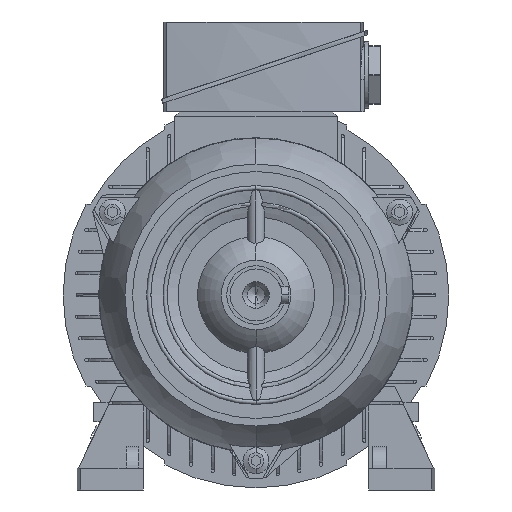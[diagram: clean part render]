
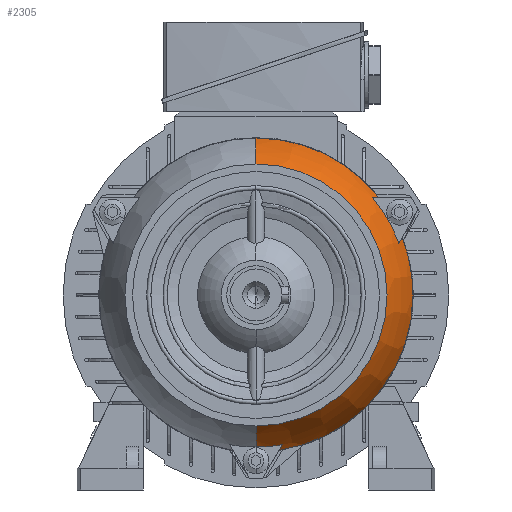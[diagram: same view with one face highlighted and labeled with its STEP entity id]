
A CAD part, left-side view. The second image highlights one B-rep face of the part: STEP entity #2305.
In plain terms, the highlighted toroidal (fillet/blend) face has major radius 18.86 mm and minor radius 95 mm.
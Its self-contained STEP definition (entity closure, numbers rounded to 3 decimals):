
#2305=ADVANCED_FACE('',(#4669),#4670,.T.);
#4669=FACE_OUTER_BOUND('',#7049,.T.);
#4670=TOROIDAL_SURFACE('',#7050,-18.86,95.);
#7049=EDGE_LOOP('',(#14355,#14356,#14357,#14358,#14359,#14360,#14361,#14362,#14363,#14364,#14365));
#7050=AXIS2_PLACEMENT_3D('',#14366,#14367,#14368);
#14355=ORIENTED_EDGE('',*,*,#14591,.T.);
#14356=ORIENTED_EDGE('',*,*,#17444,.T.);
#14357=ORIENTED_EDGE('',*,*,#17431,.T.);
#14358=ORIENTED_EDGE('',*,*,#17446,.F.);
#14359=ORIENTED_EDGE('',*,*,#14589,.F.);
#14360=ORIENTED_EDGE('',*,*,#17447,.T.);
#14361=ORIENTED_EDGE('',*,*,#17448,.T.);
#14362=ORIENTED_EDGE('',*,*,#17449,.T.);
#14363=ORIENTED_EDGE('',*,*,#17450,.F.);
#14364=ORIENTED_EDGE('',*,*,#14594,.T.);
#14365=ORIENTED_EDGE('',*,*,#17451,.T.);
#14366=CARTESIAN_POINT('',(23.221,0.0,0.0));
#14367=DIRECTION('',(1.0,0.0,0.0));
#14368=DIRECTION('',(0.0,0.0,-1.0));
#14589=EDGE_CURVE('',#17560,#17556,#17562,.T.);
#14591=EDGE_CURVE('',#17564,#17565,#17566,.T.);
#14594=EDGE_CURVE('',#17571,#17569,#17572,.T.);
#17431=EDGE_CURVE('',#21793,#21791,#21794,.T.);
#17444=EDGE_CURVE('',#17565,#21793,#21811,.T.);
#17446=EDGE_CURVE('',#17556,#21791,#21813,.T.);
#17447=EDGE_CURVE('',#17560,#21814,#21815,.T.);
#17448=EDGE_CURVE('',#21814,#21816,#21817,.T.);
#17449=EDGE_CURVE('',#21816,#21818,#21819,.T.);
#17450=EDGE_CURVE('',#17571,#21818,#21820,.T.);
#17451=EDGE_CURVE('',#17569,#17564,#21821,.T.);
#17556=VERTEX_POINT('',#22061);
#17560=VERTEX_POINT('',#22066);
#17562=CIRCLE('',#22069,72.45);
#17564=VERTEX_POINT('',#22071);
#17565=VERTEX_POINT('',#22072);
#17566=CIRCLE('',#22073,95.);
#17569=VERTEX_POINT('',#22076);
#17571=VERTEX_POINT('',#22078);
#17572=CIRCLE('',#22079,95.);
#21791=VERTEX_POINT('',#29760);
#21793=VERTEX_POINT('',#29763);
#21794=B_SPLINE_CURVE_WITH_KNOTS('',3,(#29764,#29765,#29766,#29767,#29768,#29769),.UNSPECIFIED.,.F.,.F.,(4,2,4),(62.192,67.067,71.941),.UNSPECIFIED.);
#21811=CIRCLE('',#29795,70.142);
#21813=CIRCLE('',#29797,72.45);
#21814=VERTEX_POINT('',#29798);
#21815=B_SPLINE_CURVE_WITH_KNOTS('',3,(#29799,#29800,#29801,#29802,#29803,#29804),.UNSPECIFIED.,.F.,.F.,(4,2,4),(311.449,316.323,321.198),.UNSPECIFIED.);
#21816=VERTEX_POINT('',#29805);
#21817=CIRCLE('',#29806,70.142);
#21818=VERTEX_POINT('',#29807);
#21819=B_SPLINE_CURVE_WITH_KNOTS('',3,(#29808,#29809,#29810,#29811,#29812,#29813),.UNSPECIFIED.,.F.,.F.,(4,2,4),(62.192,67.067,71.941),.UNSPECIFIED.);
#21820=CIRCLE('',#29814,72.45);
#21821=CIRCLE('',#29815,60.5);
#22061=CARTESIAN_POINT('',(-3.0,-72.45,0.));
#22066=CARTESIAN_POINT('',(-3.0,-67.413,26.543));
#22069=AXIS2_PLACEMENT_3D('',#29938,#29939,#29940);
#22071=CARTESIAN_POINT('',(-29.,0.,-60.5));
#22072=CARTESIAN_POINT('',(-10.0,0.,-70.142));
#22073=AXIS2_PLACEMENT_3D('',#29941,#29942,#29943);
#22076=CARTESIAN_POINT('',(-29.,0.,60.5));
#22078=CARTESIAN_POINT('',(-3.0,0.,72.45));
#22079=AXIS2_PLACEMENT_3D('',#29950,#29951,#29952);
#29760=CARTESIAN_POINT('',(-3.0,-10.719,-71.653));
#29763=CARTESIAN_POINT('',(-10.0,-12.278,-69.059));
#29764=CARTESIAN_POINT('',(-11.342,-12.629,-68.475));
#29765=CARTESIAN_POINT('',(-9.798,-12.214,-69.165));
#29766=CARTESIAN_POINT('',(-8.191,-11.82,-69.821));
#29767=CARTESIAN_POINT('',(-4.925,-11.092,-71.032));
#29768=CARTESIAN_POINT('',(-3.266,-10.759,-71.586));
#29769=CARTESIAN_POINT('',(-1.622,-10.463,-72.079));
#29795=AXIS2_PLACEMENT_3D('',#33050,#33051,#33052);
#29797=AXIS2_PLACEMENT_3D('',#33053,#33054,#33055);
#29798=CARTESIAN_POINT('',(-10.0,-65.946,23.897));
#29799=CARTESIAN_POINT('',(-1.622,-67.654,26.978));
#29800=CARTESIAN_POINT('',(-3.266,-67.375,26.475));
#29801=CARTESIAN_POINT('',(-4.925,-67.062,25.91));
#29802=CARTESIAN_POINT('',(-8.191,-66.377,24.674));
#29803=CARTESIAN_POINT('',(-9.798,-66.006,24.004));
#29804=CARTESIAN_POINT('',(-11.342,-65.615,23.301));
#29805=CARTESIAN_POINT('',(-10.0,-53.668,45.162));
#29806=AXIS2_PLACEMENT_3D('',#33056,#33057,#33058);
#29807=CARTESIAN_POINT('',(-3.0,-56.693,45.11));
#29808=CARTESIAN_POINT('',(-11.342,-52.987,45.174));
#29809=CARTESIAN_POINT('',(-9.798,-53.791,45.16));
#29810=CARTESIAN_POINT('',(-8.191,-54.557,45.147));
#29811=CARTESIAN_POINT('',(-4.925,-55.969,45.122));
#29812=CARTESIAN_POINT('',(-3.266,-56.616,45.111));
#29813=CARTESIAN_POINT('',(-1.622,-57.191,45.101));
#29814=AXIS2_PLACEMENT_3D('',#33059,#33060,#33061);
#29815=AXIS2_PLACEMENT_3D('',#33062,#33063,#33064);
#29938=CARTESIAN_POINT('',(-3.0,0.0,0.0));
#29939=DIRECTION('',(1.0,0.0,0.0));
#29940=DIRECTION('',(0.0,1.0,0.0));
#29941=CARTESIAN_POINT('',(23.221,0.,18.86));
#29942=DIRECTION('',(0.0,-1.0,0.));
#29943=DIRECTION('',(0.0,0.,-1.0));
#29950=CARTESIAN_POINT('',(23.221,0.,-18.86));
#29951=DIRECTION('',(0.0,-1.0,0.));
#29952=DIRECTION('',(0.0,0.,1.0));
#33050=CARTESIAN_POINT('',(-10.0,0.0,0.0));
#33051=DIRECTION('',(-1.0,0.0,0.0));
#33052=DIRECTION('',(0.0,-0.0,1.0));
#33053=CARTESIAN_POINT('',(-3.0,0.0,0.0));
#33054=DIRECTION('',(1.0,0.0,0.0));
#33055=DIRECTION('',(0.0,1.0,0.0));
#33056=CARTESIAN_POINT('',(-10.0,0.0,0.0));
#33057=DIRECTION('',(-1.0,-0.0,0.0));
#33058=DIRECTION('',(0.0,0.0,1.0));
#33059=CARTESIAN_POINT('',(-3.0,0.0,0.0));
#33060=DIRECTION('',(1.0,0.0,0.0));
#33061=DIRECTION('',(0.0,1.0,0.0));
#33062=CARTESIAN_POINT('',(-29.,0.0,0.0));
#33063=DIRECTION('',(1.0,0.0,0.0));
#33064=DIRECTION('',(0.0,1.0,0.0));
